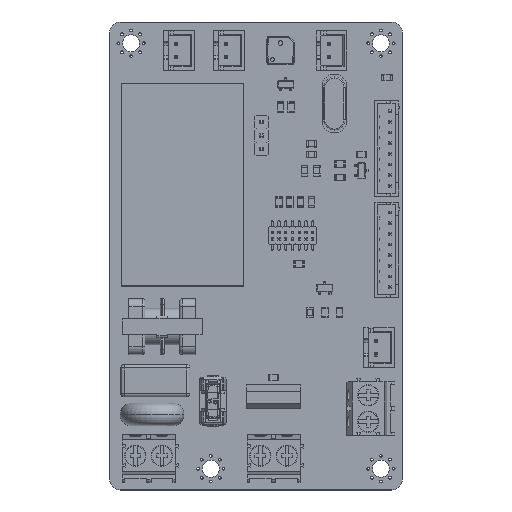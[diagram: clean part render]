
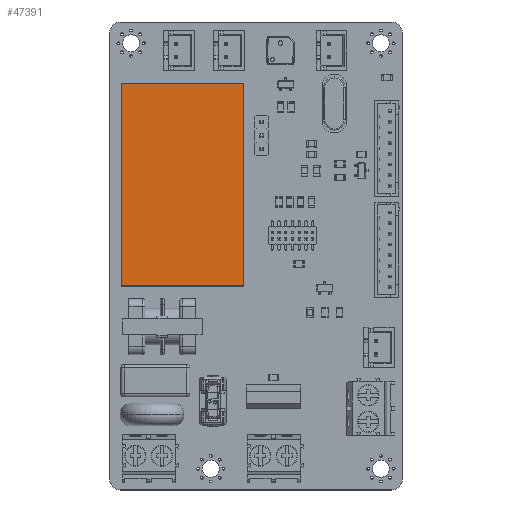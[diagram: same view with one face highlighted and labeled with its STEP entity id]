
A CAD part, top view. The second image highlights one B-rep face of the part: STEP entity #47391.
In plain terms, the highlighted planar face has unit normal (0, 0, 1).
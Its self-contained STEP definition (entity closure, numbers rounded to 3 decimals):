
#47092 = PLANE('',#47093);
#47093 = AXIS2_PLACEMENT_3D('',#47094,#47095,#47096);
#47094 = CARTESIAN_POINT('',(-19.,-11.5,0.));
#47095 = DIRECTION('',(0.,-1.,0.));
#47096 = DIRECTION('',(1.,0.,0.));
#47117 = VERTEX_POINT('',#47118);
#47118 = CARTESIAN_POINT('',(19.,-11.5,18.));
#47132 = PLANE('',#47133);
#47133 = AXIS2_PLACEMENT_3D('',#47134,#47135,#47136);
#47134 = CARTESIAN_POINT('',(19.,-11.5,0.));
#47135 = DIRECTION('',(1.,0.,0.));
#47136 = DIRECTION('',(0.,1.,0.));
#47144 = EDGE_CURVE('',#47145,#47117,#47147,.T.);
#47145 = VERTEX_POINT('',#47146);
#47146 = CARTESIAN_POINT('',(-19.,-11.5,18.));
#47147 = SURFACE_CURVE('',#47148,(#47152,#47159),.PCURVE_S1.);
#47148 = LINE('',#47149,#47150);
#47149 = CARTESIAN_POINT('',(-19.,-11.5,18.));
#47150 = VECTOR('',#47151,1.);
#47151 = DIRECTION('',(1.,0.,0.));
#47152 = PCURVE('',#47092,#47153);
#47153 = DEFINITIONAL_REPRESENTATION('',(#47154),#47158);
#47154 = LINE('',#47155,#47156);
#47155 = CARTESIAN_POINT('',(0.,18.));
#47156 = VECTOR('',#47157,1.);
#47157 = DIRECTION('',(1.,0.));
#47158 = ( GEOMETRIC_REPRESENTATION_CONTEXT(2) 
PARAMETRIC_REPRESENTATION_CONTEXT() REPRESENTATION_CONTEXT('2D SPACE',''
  ) );
#47159 = PCURVE('',#47160,#47165);
#47160 = PLANE('',#47161);
#47161 = AXIS2_PLACEMENT_3D('',#47162,#47163,#47164);
#47162 = CARTESIAN_POINT('',(0.,0.,18.));
#47163 = DIRECTION('',(0.,0.,1.));
#47164 = DIRECTION('',(1.,0.,0.));
#47165 = DEFINITIONAL_REPRESENTATION('',(#47166),#47170);
#47166 = LINE('',#47167,#47168);
#47167 = CARTESIAN_POINT('',(-19.,-11.5));
#47168 = VECTOR('',#47169,1.);
#47169 = DIRECTION('',(1.,0.));
#47170 = ( GEOMETRIC_REPRESENTATION_CONTEXT(2) 
PARAMETRIC_REPRESENTATION_CONTEXT() REPRESENTATION_CONTEXT('2D SPACE',''
  ) );
#47186 = PLANE('',#47187);
#47187 = AXIS2_PLACEMENT_3D('',#47188,#47189,#47190);
#47188 = CARTESIAN_POINT('',(-19.,11.5,0.));
#47189 = DIRECTION('',(-1.,0.,0.));
#47190 = DIRECTION('',(0.,-1.,0.));
#47225 = EDGE_CURVE('',#47226,#47145,#47228,.T.);
#47226 = VERTEX_POINT('',#47227);
#47227 = CARTESIAN_POINT('',(-19.,11.5,18.));
#47228 = SURFACE_CURVE('',#47229,(#47233,#47240),.PCURVE_S1.);
#47229 = LINE('',#47230,#47231);
#47230 = CARTESIAN_POINT('',(-19.,11.5,18.));
#47231 = VECTOR('',#47232,1.);
#47232 = DIRECTION('',(0.,-1.,0.));
#47233 = PCURVE('',#47186,#47234);
#47234 = DEFINITIONAL_REPRESENTATION('',(#47235),#47239);
#47235 = LINE('',#47236,#47237);
#47236 = CARTESIAN_POINT('',(0.,18.));
#47237 = VECTOR('',#47238,1.);
#47238 = DIRECTION('',(1.,0.));
#47239 = ( GEOMETRIC_REPRESENTATION_CONTEXT(2) 
PARAMETRIC_REPRESENTATION_CONTEXT() REPRESENTATION_CONTEXT('2D SPACE',''
  ) );
#47240 = PCURVE('',#47160,#47241);
#47241 = DEFINITIONAL_REPRESENTATION('',(#47242),#47246);
#47242 = LINE('',#47243,#47244);
#47243 = CARTESIAN_POINT('',(-19.,11.5));
#47244 = VECTOR('',#47245,1.);
#47245 = DIRECTION('',(0.,-1.));
#47246 = ( GEOMETRIC_REPRESENTATION_CONTEXT(2) 
PARAMETRIC_REPRESENTATION_CONTEXT() REPRESENTATION_CONTEXT('2D SPACE',''
  ) );
#47262 = PLANE('',#47263);
#47263 = AXIS2_PLACEMENT_3D('',#47264,#47265,#47266);
#47264 = CARTESIAN_POINT('',(19.,11.5,0.));
#47265 = DIRECTION('',(0.,1.,0.));
#47266 = DIRECTION('',(-1.,0.,0.));
#47301 = EDGE_CURVE('',#47302,#47226,#47304,.T.);
#47302 = VERTEX_POINT('',#47303);
#47303 = CARTESIAN_POINT('',(19.,11.5,18.));
#47304 = SURFACE_CURVE('',#47305,(#47309,#47316),.PCURVE_S1.);
#47305 = LINE('',#47306,#47307);
#47306 = CARTESIAN_POINT('',(19.,11.5,18.));
#47307 = VECTOR('',#47308,1.);
#47308 = DIRECTION('',(-1.,0.,0.));
#47309 = PCURVE('',#47262,#47310);
#47310 = DEFINITIONAL_REPRESENTATION('',(#47311),#47315);
#47311 = LINE('',#47312,#47313);
#47312 = CARTESIAN_POINT('',(0.,18.));
#47313 = VECTOR('',#47314,1.);
#47314 = DIRECTION('',(1.,0.));
#47315 = ( GEOMETRIC_REPRESENTATION_CONTEXT(2) 
PARAMETRIC_REPRESENTATION_CONTEXT() REPRESENTATION_CONTEXT('2D SPACE',''
  ) );
#47316 = PCURVE('',#47160,#47317);
#47317 = DEFINITIONAL_REPRESENTATION('',(#47318),#47322);
#47318 = LINE('',#47319,#47320);
#47319 = CARTESIAN_POINT('',(19.,11.5));
#47320 = VECTOR('',#47321,1.);
#47321 = DIRECTION('',(-1.,0.));
#47322 = ( GEOMETRIC_REPRESENTATION_CONTEXT(2) 
PARAMETRIC_REPRESENTATION_CONTEXT() REPRESENTATION_CONTEXT('2D SPACE',''
  ) );
#47370 = EDGE_CURVE('',#47117,#47302,#47371,.T.);
#47371 = SURFACE_CURVE('',#47372,(#47376,#47383),.PCURVE_S1.);
#47372 = LINE('',#47373,#47374);
#47373 = CARTESIAN_POINT('',(19.,-11.5,18.));
#47374 = VECTOR('',#47375,1.);
#47375 = DIRECTION('',(0.,1.,0.));
#47376 = PCURVE('',#47132,#47377);
#47377 = DEFINITIONAL_REPRESENTATION('',(#47378),#47382);
#47378 = LINE('',#47379,#47380);
#47379 = CARTESIAN_POINT('',(0.,18.));
#47380 = VECTOR('',#47381,1.);
#47381 = DIRECTION('',(1.,0.));
#47382 = ( GEOMETRIC_REPRESENTATION_CONTEXT(2) 
PARAMETRIC_REPRESENTATION_CONTEXT() REPRESENTATION_CONTEXT('2D SPACE',''
  ) );
#47383 = PCURVE('',#47160,#47384);
#47384 = DEFINITIONAL_REPRESENTATION('',(#47385),#47389);
#47385 = LINE('',#47386,#47387);
#47386 = CARTESIAN_POINT('',(19.,-11.5));
#47387 = VECTOR('',#47388,1.);
#47388 = DIRECTION('',(0.,1.));
#47389 = ( GEOMETRIC_REPRESENTATION_CONTEXT(2) 
PARAMETRIC_REPRESENTATION_CONTEXT() REPRESENTATION_CONTEXT('2D SPACE',''
  ) );
#47391 = ADVANCED_FACE('',(#47392),#47160,.T.);
#47392 = FACE_BOUND('',#47393,.T.);
#47393 = EDGE_LOOP('',(#47394,#47395,#47396,#47397));
#47394 = ORIENTED_EDGE('',*,*,#47370,.T.);
#47395 = ORIENTED_EDGE('',*,*,#47301,.T.);
#47396 = ORIENTED_EDGE('',*,*,#47225,.T.);
#47397 = ORIENTED_EDGE('',*,*,#47144,.T.);
